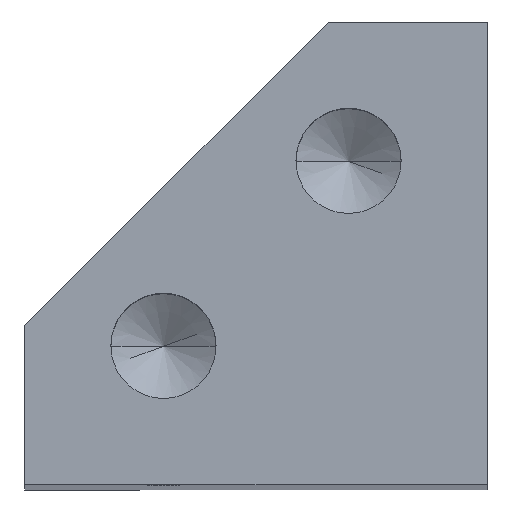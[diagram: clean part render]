
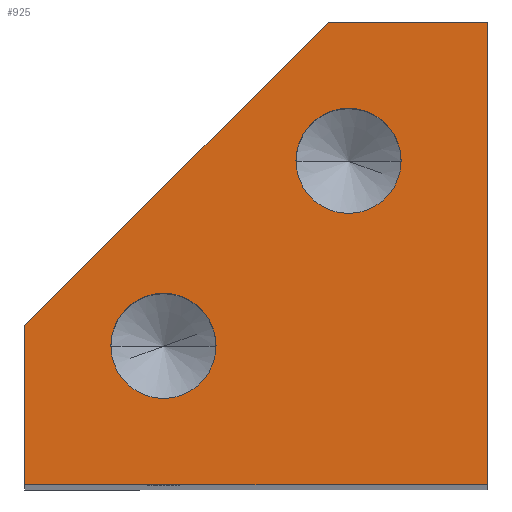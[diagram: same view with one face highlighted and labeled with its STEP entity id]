
A CAD part, top view. The second image highlights one B-rep face of the part: STEP entity #925.
In plain terms, the highlighted planar face has unit normal (0, 0, 1).
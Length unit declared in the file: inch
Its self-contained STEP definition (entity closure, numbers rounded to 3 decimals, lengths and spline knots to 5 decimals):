
#14 = EDGE_CURVE ( 'NONE', #753, #789, #396, .T. ) ;
#21 = EDGE_CURVE ( 'NONE', #848, #753, #331, .T. ) ;
#64 = AXIS2_PLACEMENT_3D ( 'NONE', #1065, #1080, #939 ) ;
#85 = AXIS2_PLACEMENT_3D ( 'NONE', #708, #721, #688 ) ;
#87 = AXIS2_PLACEMENT_3D ( 'NONE', #693, #681, #717 ) ;
#91 = AXIS2_PLACEMENT_3D ( 'NONE', #737, #748, #774 ) ;
#101 = EDGE_CURVE ( 'NONE', #824, #779, #298, .T. ) ;
#103 = EDGE_CURVE ( 'NONE', #789, #749, #299, .T. ) ;
#109 = AXIS2_PLACEMENT_3D ( 'NONE', #915, #931, #1050 ) ;
#123 = EDGE_CURVE ( 'NONE', #747, #851, #348, .T. ) ;
#127 = EDGE_CURVE ( 'NONE', #779, #824, #262, .T. ) ;
#129 = EDGE_CURVE ( 'NONE', #764, #848, #261, .T. ) ;
#130 = EDGE_CURVE ( 'NONE', #749, #764, #260, .T. ) ;
#163 = EDGE_CURVE ( 'NONE', #851, #747, #352, .T. ) ;
#257 = VECTOR ( 'NONE', #687, 39.37008 ) ;
#259 = VECTOR ( 'NONE', #719, 39.37008 ) ;
#260 = LINE ( 'NONE', #690, #257 ) ;
#261 = LINE ( 'NONE', #715, #259 ) ;
#262 = CIRCLE ( 'NONE', #87, 0.1005 ) ;
#269 = ORIENTED_EDGE ( 'NONE', *, *, #123, .F. ) ;
#298 = CIRCLE ( 'NONE', #91, 0.1005 ) ;
#299 = LINE ( 'NONE', #728, #301 ) ;
#301 = VECTOR ( 'NONE', #671, 39.37008 ) ;
#331 = LINE ( 'NONE', #844, #351 ) ;
#348 = CIRCLE ( 'NONE', #85, 0.1005 ) ;
#351 = VECTOR ( 'NONE', #795, 39.37008 ) ;
#352 = CIRCLE ( 'NONE', #109, 0.1005 ) ;
#372 = EDGE_LOOP ( 'NONE', ( #269, #561 ) ) ;
#374 = EDGE_LOOP ( 'NONE', ( #538, #488 ) ) ;
#396 = LINE ( 'NONE', #776, #397 ) ;
#397 = VECTOR ( 'NONE', #798, 39.37008 ) ;
#405 = ORIENTED_EDGE ( 'NONE', *, *, #129, .T. ) ;
#429 = ORIENTED_EDGE ( 'NONE', *, *, #103, .T. ) ;
#448 = ORIENTED_EDGE ( 'NONE', *, *, #21, .T. ) ;
#474 = EDGE_LOOP ( 'NONE', ( #531, #429, #549, #405, #448 ) ) ;
#488 = ORIENTED_EDGE ( 'NONE', *, *, #127, .F. ) ;
#531 = ORIENTED_EDGE ( 'NONE', *, *, #14, .T. ) ;
#538 = ORIENTED_EDGE ( 'NONE', *, *, #101, .F. ) ;
#549 = ORIENTED_EDGE ( 'NONE', *, *, #130, .T. ) ;
#561 = ORIENTED_EDGE ( 'NONE', *, *, #163, .F. ) ;
#591 = FACE_BOUND ( 'NONE', #372, .T. ) ;
#592 = FACE_BOUND ( 'NONE', #374, .T. ) ;
#593 = FACE_OUTER_BOUND ( 'NONE', #474, .T. ) ;
#671 = DIRECTION ( 'NONE',  ( 1., 0., 0. ) ) ;
#681 = DIRECTION ( 'NONE',  ( 0., 0., 1. ) ) ;
#687 = DIRECTION ( 'NONE',  ( 0., 1., 0. ) ) ;
#688 = DIRECTION ( 'NONE',  ( 1., 0., 0. ) ) ;
#690 = CARTESIAN_POINT ( 'NONE',  ( 0.442, 0.442, 2.915 ) ) ;
#693 = CARTESIAN_POINT ( 'NONE',  ( 0.17678, 0.17678, 2.915 ) ) ;
#708 = CARTESIAN_POINT ( 'NONE',  ( -0.17678, -0.17678, 2.915 ) ) ;
#715 = CARTESIAN_POINT ( 'NONE',  ( 0.442, 0.442, 2.915 ) ) ;
#717 = DIRECTION ( 'NONE',  ( 1., 0., 0. ) ) ;
#719 = DIRECTION ( 'NONE',  ( -1., 0., 0. ) ) ;
#721 = DIRECTION ( 'NONE',  ( 0., 0., 1. ) ) ;
#728 = CARTESIAN_POINT ( 'NONE',  ( 0.442, -0.442, 2.915 ) ) ;
#737 = CARTESIAN_POINT ( 'NONE',  ( 0.17678, 0.17678, 2.915 ) ) ;
#747 = VERTEX_POINT ( 'NONE', #1195 ) ;
#748 = DIRECTION ( 'NONE',  ( 0., 0., 1. ) ) ;
#749 = VERTEX_POINT ( 'NONE', #1194 ) ;
#753 = VERTEX_POINT ( 'NONE', #1191 ) ;
#764 = VERTEX_POINT ( 'NONE', #1184 ) ;
#774 = DIRECTION ( 'NONE',  ( 1., 0., 0. ) ) ;
#776 = CARTESIAN_POINT ( 'NONE',  ( -0.442, -0.138, 2.915 ) ) ;
#779 = VERTEX_POINT ( 'NONE', #1180 ) ;
#789 = VERTEX_POINT ( 'NONE', #1175 ) ;
#795 = DIRECTION ( 'NONE',  ( -0.707, -0.707, 0. ) ) ;
#798 = DIRECTION ( 'NONE',  ( 0., -1., 0. ) ) ;
#824 = VERTEX_POINT ( 'NONE', #954 ) ;
#844 = CARTESIAN_POINT ( 'NONE',  ( -0.442, -0.138, 2.915 ) ) ;
#848 = VERTEX_POINT ( 'NONE', #1209 ) ;
#851 = VERTEX_POINT ( 'NONE', #952 ) ;
#915 = CARTESIAN_POINT ( 'NONE',  ( -0.17678, -0.17678, 2.915 ) ) ;
#925 = ADVANCED_FACE ( 'NONE', ( #591, #592, #593 ), #1058, .F. ) ;
#931 = DIRECTION ( 'NONE',  ( 0., 0., 1. ) ) ;
#939 = DIRECTION ( 'NONE',  ( -1., 0., 0. ) ) ;
#952 = CARTESIAN_POINT ( 'NONE',  ( -0.27728, -0.17678, 2.915 ) ) ;
#954 = CARTESIAN_POINT ( 'NONE',  ( 0.27728, 0.17678, 2.915 ) ) ;
#1050 = DIRECTION ( 'NONE',  ( 1., 0., 0. ) ) ;
#1058 = PLANE ( 'NONE',  #64 ) ;
#1065 = CARTESIAN_POINT ( 'NONE',  ( -0.442, -0.442, 2.915 ) ) ;
#1080 = DIRECTION ( 'NONE',  ( 0., 0., -1. ) ) ;
#1175 = CARTESIAN_POINT ( 'NONE',  ( -0.442, -0.442, 2.915 ) ) ;
#1180 = CARTESIAN_POINT ( 'NONE',  ( 0.07628, 0.17678, 2.915 ) ) ;
#1184 = CARTESIAN_POINT ( 'NONE',  ( 0.442, 0.442, 2.915 ) ) ;
#1191 = CARTESIAN_POINT ( 'NONE',  ( -0.442, -0.138, 2.915 ) ) ;
#1194 = CARTESIAN_POINT ( 'NONE',  ( 0.442, -0.442, 2.915 ) ) ;
#1195 = CARTESIAN_POINT ( 'NONE',  ( -0.07628, -0.17678, 2.915 ) ) ;
#1209 = CARTESIAN_POINT ( 'NONE',  ( 0.138, 0.442, 2.915 ) ) ;
